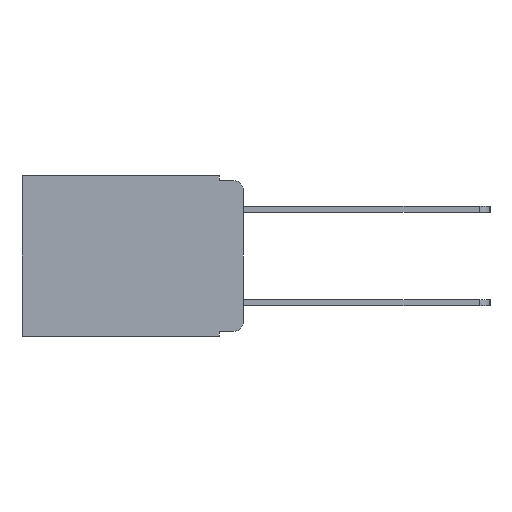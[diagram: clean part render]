
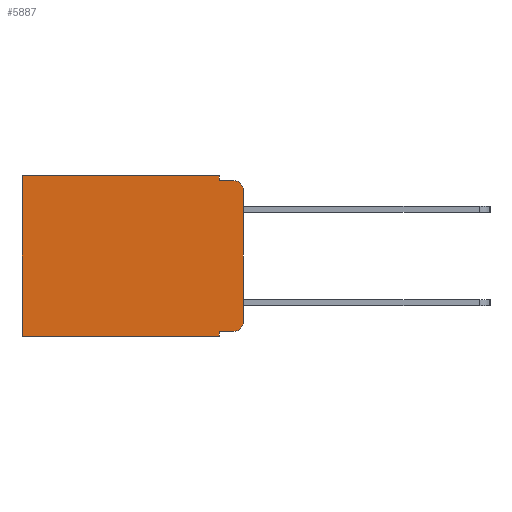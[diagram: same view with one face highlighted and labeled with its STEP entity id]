
A CAD part, left-side view. The second image highlights one B-rep face of the part: STEP entity #5887.
In plain terms, the highlighted planar face has unit normal (-1, 0, 0).
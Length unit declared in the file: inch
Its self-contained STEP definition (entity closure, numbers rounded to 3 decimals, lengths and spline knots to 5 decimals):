
#68 = ORIENTED_EDGE ( 'NONE', *, *, #6368, .T. ) ;
#172 = VERTEX_POINT ( 'NONE', #8951 ) ;
#273 = DIRECTION ( 'NONE',  ( 0., 0., -1. ) ) ;
#962 = LINE ( 'NONE', #9271, #7801 ) ;
#1165 = VECTOR ( 'NONE', #6038, 39.37008 ) ;
#1257 = VECTOR ( 'NONE', #11628, 39.37008 ) ;
#1262 = LINE ( 'NONE', #14287, #8539 ) ;
#1295 = VERTEX_POINT ( 'NONE', #15860 ) ;
#1787 = CARTESIAN_POINT ( 'NONE',  ( 0.298, 0.051, 0. ) ) ;
#1828 = LINE ( 'NONE', #5415, #8667 ) ;
#1841 = EDGE_CURVE ( 'NONE', #172, #13195, #4430, .T. ) ;
#1945 = ORIENTED_EDGE ( 'NONE', *, *, #16535, .T. ) ;
#2051 = CARTESIAN_POINT ( 'NONE',  ( 0.298, 0.051, -0.333 ) ) ;
#2334 = ORIENTED_EDGE ( 'NONE', *, *, #12815, .F. ) ;
#2665 = CIRCLE ( 'NONE', #13390, 0.02 ) ;
#2759 = DIRECTION ( 'NONE',  ( 0., 0., -1. ) ) ;
#2849 = CARTESIAN_POINT ( 'NONE',  ( 0.298, 0., -0.313 ) ) ;
#2921 = EDGE_CURVE ( 'NONE', #9083, #13730, #12667, .T. ) ;
#2984 = AXIS2_PLACEMENT_3D ( 'NONE', #16495, #8449, #273 ) ;
#3160 = DIRECTION ( 'NONE',  ( -1., 0., 0. ) ) ;
#3372 = AXIS2_PLACEMENT_3D ( 'NONE', #7020, #5442, #14893 ) ;
#3974 = CARTESIAN_POINT ( 'NONE',  ( 0.298, 0.051, -0.333 ) ) ;
#4076 = VERTEX_POINT ( 'NONE', #4971 ) ;
#4169 = CARTESIAN_POINT ( 'NONE',  ( 0.298, 0.473, 0. ) ) ;
#4366 = ORIENTED_EDGE ( 'NONE', *, *, #2921, .F. ) ;
#4430 = LINE ( 'NONE', #4169, #11215 ) ;
#4971 = CARTESIAN_POINT ( 'NONE',  ( 0.298, 0.051, -0.343 ) ) ;
#5298 = ORIENTED_EDGE ( 'NONE', *, *, #13875, .T. ) ;
#5391 = FACE_OUTER_BOUND ( 'NONE', #6411, .T. ) ;
#5415 = CARTESIAN_POINT ( 'NONE',  ( 0.298, 0., -0.343 ) ) ;
#5442 = DIRECTION ( 'NONE',  ( 1., 0., 0. ) ) ;
#5563 = CARTESIAN_POINT ( 'NONE',  ( 0.298, 0.473, -0.343 ) ) ;
#5736 = CARTESIAN_POINT ( 'NONE',  ( 0.298, 0., -0.03 ) ) ;
#5887 = ADVANCED_FACE ( 'NONE', ( #5391 ), #9545, .F. ) ;
#5890 = VECTOR ( 'NONE', #7344, 39.37008 ) ;
#5997 = VERTEX_POINT ( 'NONE', #1787 ) ;
#6038 = DIRECTION ( 'NONE',  ( 0., -1., 0. ) ) ;
#6163 = DIRECTION ( 'NONE',  ( 0., 1., 0. ) ) ;
#6368 = EDGE_CURVE ( 'NONE', #7279, #17050, #15278, .T. ) ;
#6411 = EDGE_LOOP ( 'NONE', ( #4366, #1945, #2334, #16521, #13385, #10388, #11347, #10592, #68, #5298 ) ) ;
#6614 = DIRECTION ( 'NONE',  ( 0., 0., -1. ) ) ;
#7020 = CARTESIAN_POINT ( 'NONE',  ( 0.298, 0., 0. ) ) ;
#7279 = VERTEX_POINT ( 'NONE', #3974 ) ;
#7344 = DIRECTION ( 'NONE',  ( 0., 0., -1. ) ) ;
#7391 = CARTESIAN_POINT ( 'NONE',  ( 0.298, 0.051, -0.01 ) ) ;
#7801 = VECTOR ( 'NONE', #6614, 39.37008 ) ;
#8314 = EDGE_CURVE ( 'NONE', #4076, #13195, #1828, .T. ) ;
#8449 = DIRECTION ( 'NONE',  ( -1., 0., 0. ) ) ;
#8539 = VECTOR ( 'NONE', #6163, 39.37008 ) ;
#8607 = VECTOR ( 'NONE', #9009, 39.37008 ) ;
#8667 = VECTOR ( 'NONE', #10870, 39.37008 ) ;
#8862 = LINE ( 'NONE', #7391, #1165 ) ;
#8951 = CARTESIAN_POINT ( 'NONE',  ( 0.298, 0.473, 0. ) ) ;
#9009 = DIRECTION ( 'NONE',  ( 0., 0., -1. ) ) ;
#9083 = VERTEX_POINT ( 'NONE', #5736 ) ;
#9177 = CIRCLE ( 'NONE', #2984, 0.02 ) ;
#9271 = CARTESIAN_POINT ( 'NONE',  ( 0.298, 0.051, 0. ) ) ;
#9545 = PLANE ( 'NONE',  #3372 ) ;
#9855 = EDGE_CURVE ( 'NONE', #5997, #12538, #17010, .T. ) ;
#10388 = ORIENTED_EDGE ( 'NONE', *, *, #1841, .T. ) ;
#10592 = ORIENTED_EDGE ( 'NONE', *, *, #13053, .F. ) ;
#10870 = DIRECTION ( 'NONE',  ( 0., 1., 0. ) ) ;
#11215 = VECTOR ( 'NONE', #2759, 39.37008 ) ;
#11312 = CARTESIAN_POINT ( 'NONE',  ( 0.298, 0.02, -0.313 ) ) ;
#11347 = ORIENTED_EDGE ( 'NONE', *, *, #8314, .F. ) ;
#11628 = DIRECTION ( 'NONE',  ( 0., -1., 0. ) ) ;
#12353 = CARTESIAN_POINT ( 'NONE',  ( 0.298, 0.051, -0.01 ) ) ;
#12538 = VERTEX_POINT ( 'NONE', #12353 ) ;
#12664 = DIRECTION ( 'NONE',  ( 0., 0., -1. ) ) ;
#12667 = LINE ( 'NONE', #16320, #8607 ) ;
#12815 = EDGE_CURVE ( 'NONE', #12538, #1295, #8862, .T. ) ;
#13053 = EDGE_CURVE ( 'NONE', #7279, #4076, #962, .T. ) ;
#13195 = VERTEX_POINT ( 'NONE', #5563 ) ;
#13385 = ORIENTED_EDGE ( 'NONE', *, *, #16797, .T. ) ;
#13390 = AXIS2_PLACEMENT_3D ( 'NONE', #11312, #3160, #12664 ) ;
#13730 = VERTEX_POINT ( 'NONE', #2849 ) ;
#13875 = EDGE_CURVE ( 'NONE', #17050, #13730, #2665, .T. ) ;
#14287 = CARTESIAN_POINT ( 'NONE',  ( 0.298, 0., 0. ) ) ;
#14893 = DIRECTION ( 'NONE',  ( 0., 0., -1. ) ) ;
#15278 = LINE ( 'NONE', #2051, #1257 ) ;
#15860 = CARTESIAN_POINT ( 'NONE',  ( 0.298, 0.02, -0.01 ) ) ;
#16046 = CARTESIAN_POINT ( 'NONE',  ( 0.298, 0.02, -0.333 ) ) ;
#16320 = CARTESIAN_POINT ( 'NONE',  ( 0.298, 0., 0. ) ) ;
#16495 = CARTESIAN_POINT ( 'NONE',  ( 0.298, 0.02, -0.03 ) ) ;
#16521 = ORIENTED_EDGE ( 'NONE', *, *, #9855, .F. ) ;
#16535 = EDGE_CURVE ( 'NONE', #9083, #1295, #9177, .T. ) ;
#16745 = CARTESIAN_POINT ( 'NONE',  ( 0.298, 0.051, 0. ) ) ;
#16797 = EDGE_CURVE ( 'NONE', #5997, #172, #1262, .T. ) ;
#17010 = LINE ( 'NONE', #16745, #5890 ) ;
#17050 = VERTEX_POINT ( 'NONE', #16046 ) ;
